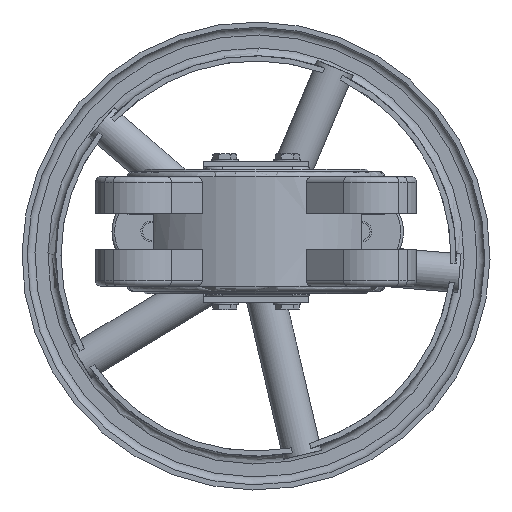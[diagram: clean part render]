
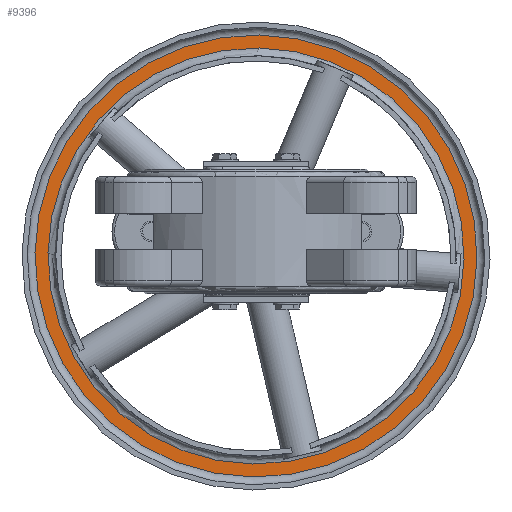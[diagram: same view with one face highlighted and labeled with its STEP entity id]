
A CAD part, front view. The second image highlights one B-rep face of the part: STEP entity #9396.
In plain terms, the highlighted planar face has unit normal (0, -1, 0).
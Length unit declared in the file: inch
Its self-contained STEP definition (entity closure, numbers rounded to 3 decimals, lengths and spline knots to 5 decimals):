
#540=FACE_BOUND('',#2127,.T.);
#1556=FACE_OUTER_BOUND('',#2126,.T.);
#2126=EDGE_LOOP('',(#8232));
#2127=EDGE_LOOP('',(#8233));
#3820=CIRCLE('',#10417,80.);
#3842=CIRCLE('',#10456,85.);
#4610=VERTEX_POINT('',#17892);
#4613=VERTEX_POINT('',#17935);
#5817=EDGE_CURVE('',#4610,#4610,#3820,.T.);
#5839=EDGE_CURVE('',#4613,#4613,#3842,.T.);
#8232=ORIENTED_EDGE('',*,*,#5839,.F.);
#8233=ORIENTED_EDGE('',*,*,#5817,.T.);
#8926=PLANE('',#10455);
#9396=ADVANCED_FACE('',(#1556,#540),#8926,.T.);
#10417=AXIS2_PLACEMENT_3D('',#17894,#12573,#12574);
#10455=AXIS2_PLACEMENT_3D('',#17934,#12649,#12650);
#10456=AXIS2_PLACEMENT_3D('',#17936,#12651,#12652);
#12573=DIRECTION('center_axis',(0.,1.,0.));
#12574=DIRECTION('ref_axis',(1.,0.,0.));
#12649=DIRECTION('center_axis',(0.,-1.,0.));
#12650=DIRECTION('ref_axis',(0.,0.,-1.));
#12651=DIRECTION('center_axis',(0.,1.,0.));
#12652=DIRECTION('ref_axis',(1.,0.,0.));
#17892=CARTESIAN_POINT('',(0.,15.4994,-80.));
#17894=CARTESIAN_POINT('Origin',(0.,15.4994,0.));
#17934=CARTESIAN_POINT('Origin',(85.,15.4994,0.));
#17935=CARTESIAN_POINT('',(0.,15.4994,-85.));
#17936=CARTESIAN_POINT('Origin',(0.,15.4994,0.));
